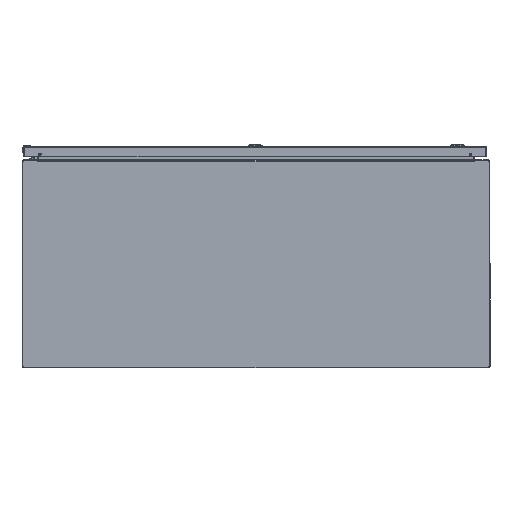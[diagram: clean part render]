
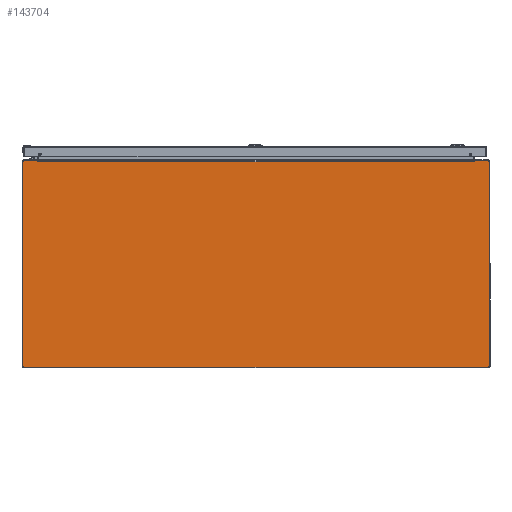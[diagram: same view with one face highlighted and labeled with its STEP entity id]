
A CAD part, front view. The second image highlights one B-rep face of the part: STEP entity #143704.
In plain terms, the highlighted planar face has unit normal (0, -1, 0).
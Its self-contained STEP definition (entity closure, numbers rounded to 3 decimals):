
#62 = LINE ( 'NONE', #121568, #80927 ) ;
#200 = ORIENTED_EDGE ( 'NONE', *, *, #106846, .F. ) ;
#1635 = VECTOR ( 'NONE', #29454, 39.37 ) ;
#2174 = VERTEX_POINT ( 'NONE', #158577 ) ;
#2616 = VERTEX_POINT ( 'NONE', #83417 ) ;
#4003 = EDGE_CURVE ( 'NONE', #2616, #107311, #72692, .T. ) ;
#4599 = ORIENTED_EDGE ( 'NONE', *, *, #21606, .F. ) ;
#6182 = CARTESIAN_POINT ( 'NONE',  ( 17.857, -21., 7.937 ) ) ;
#8730 = DIRECTION ( 'NONE',  ( 0., 1., 0. ) ) ;
#9152 = DIRECTION ( 'NONE',  ( 0., 0., -1. ) ) ;
#9883 = PLANE ( 'NONE',  #96348 ) ;
#11954 = VERTEX_POINT ( 'NONE', #157978 ) ;
#12907 = CARTESIAN_POINT ( 'NONE',  ( -16.806, -21., 7.883 ) ) ;
#15751 = DIRECTION ( 'NONE',  ( -0.174, 0., -0.985 ) ) ;
#18821 = ORIENTED_EDGE ( 'NONE', *, *, #159475, .F. ) ;
#21606 = EDGE_CURVE ( 'NONE', #62510, #176016, #65836, .T. ) ;
#23706 = CARTESIAN_POINT ( 'NONE',  ( -17.857, -21., -7.857 ) ) ;
#23784 = ORIENTED_EDGE ( 'NONE', *, *, #165424, .T. ) ;
#23957 = CARTESIAN_POINT ( 'NONE',  ( 0., -21., 7.937 ) ) ;
#24309 = ORIENTED_EDGE ( 'NONE', *, *, #171106, .T. ) ;
#26238 = ORIENTED_EDGE ( 'NONE', *, *, #109762, .F. ) ;
#26809 = DIRECTION ( 'NONE',  ( 0., 0., -1. ) ) ;
#26899 = DIRECTION ( 'NONE',  ( 1., 0., 0. ) ) ;
#27157 = CARTESIAN_POINT ( 'NONE',  ( -17.937, -21., -7.857 ) ) ;
#29454 = DIRECTION ( 'NONE',  ( -1., 0., 0. ) ) ;
#31271 = CARTESIAN_POINT ( 'NONE',  ( -17.937, -21., 7.857 ) ) ;
#35286 = VECTOR ( 'NONE', #40796, 39.37 ) ;
#37099 = EDGE_CURVE ( 'NONE', #107311, #192759, #42778, .T. ) ;
#37454 = VERTEX_POINT ( 'NONE', #31271 ) ;
#37607 = EDGE_CURVE ( 'NONE', #2174, #99989, #116765, .T. ) ;
#40796 = DIRECTION ( 'NONE',  ( 0.174, 0., -0.985 ) ) ;
#41937 = CIRCLE ( 'NONE', #96098, 0.08 ) ;
#42778 = LINE ( 'NONE', #100570, #35286 ) ;
#47318 = LINE ( 'NONE', #108076, #1635 ) ;
#47936 = EDGE_CURVE ( 'NONE', #99989, #191470, #184961, .T. ) ;
#48422 = ORIENTED_EDGE ( 'NONE', *, *, #47936, .F. ) ;
#49249 = ORIENTED_EDGE ( 'NONE', *, *, #4003, .F. ) ;
#52995 = DIRECTION ( 'NONE',  ( 0., 1., 0. ) ) ;
#61815 = DIRECTION ( 'NONE',  ( -1., 0., 0. ) ) ;
#62510 = VERTEX_POINT ( 'NONE', #159058 ) ;
#65836 = LINE ( 'NONE', #126539, #148256 ) ;
#69474 = DIRECTION ( 'NONE',  ( 0., 0., -1. ) ) ;
#69851 = EDGE_CURVE ( 'NONE', #176016, #2174, #41937, .T. ) ;
#70205 = CARTESIAN_POINT ( 'NONE',  ( -17.857, -21., 7.857 ) ) ;
#70346 = DIRECTION ( 'NONE',  ( -1., 0., 0. ) ) ;
#72692 = LINE ( 'NONE', #23957, #122833 ) ;
#77734 = DIRECTION ( 'NONE',  ( 0., 0., 1. ) ) ;
#80208 = VERTEX_POINT ( 'NONE', #27157 ) ;
#80927 = VECTOR ( 'NONE', #61815, 39.37 ) ;
#83136 = AXIS2_PLACEMENT_3D ( 'NONE', #23706, #8730, #69474 ) ;
#83417 = CARTESIAN_POINT ( 'NONE',  ( -17.857, -21., 7.937 ) ) ;
#87112 = DIRECTION ( 'NONE',  ( 0., 1., 0. ) ) ;
#87854 = DIRECTION ( 'NONE',  ( 0., 0., -1. ) ) ;
#90070 = DIRECTION ( 'NONE',  ( 0., 1., 0. ) ) ;
#90692 = LINE ( 'NONE', #153390, #92908 ) ;
#92908 = VECTOR ( 'NONE', #77734, 39.37 ) ;
#96098 = AXIS2_PLACEMENT_3D ( 'NONE', #193373, #52995, #9152 ) ;
#96348 = AXIS2_PLACEMENT_3D ( 'NONE', #178151, #101485, #26809 ) ;
#99989 = VERTEX_POINT ( 'NONE', #157633 ) ;
#100570 = CARTESIAN_POINT ( 'NONE',  ( -16.818, -21., 7.91 ) ) ;
#100631 = VERTEX_POINT ( 'NONE', #109305 ) ;
#101485 = DIRECTION ( 'NONE',  ( 0., -1., 0. ) ) ;
#105126 = CARTESIAN_POINT ( 'NONE',  ( 16.806, -21., 7.883 ) ) ;
#106846 = EDGE_CURVE ( 'NONE', #100631, #80208, #172272, .T. ) ;
#107311 = VERTEX_POINT ( 'NONE', #150810 ) ;
#108076 = CARTESIAN_POINT ( 'NONE',  ( 0., -21., 7.883 ) ) ;
#108585 = VECTOR ( 'NONE', #87854, 39.37 ) ;
#109305 = CARTESIAN_POINT ( 'NONE',  ( -17.857, -21., -7.937 ) ) ;
#109762 = EDGE_CURVE ( 'NONE', #191470, #100631, #62, .T. ) ;
#110502 = ORIENTED_EDGE ( 'NONE', *, *, #37607, .F. ) ;
#110865 = EDGE_CURVE ( 'NONE', #192759, #11954, #149302, .T. ) ;
#115044 = DIRECTION ( 'NONE',  ( 0., 0., -1. ) ) ;
#116765 = LINE ( 'NONE', #161567, #108585 ) ;
#119227 = VECTOR ( 'NONE', #70346, 39.37 ) ;
#121380 = AXIS2_PLACEMENT_3D ( 'NONE', #195643, #90070, #150781 ) ;
#121568 = CARTESIAN_POINT ( 'NONE',  ( 0., -21., -7.937 ) ) ;
#122833 = VECTOR ( 'NONE', #26899, 39.37 ) ;
#123921 = VERTEX_POINT ( 'NONE', #170122 ) ;
#124446 = CIRCLE ( 'NONE', #165843, 0.08 ) ;
#125980 = VECTOR ( 'NONE', #132369, 39.37 ) ;
#126539 = CARTESIAN_POINT ( 'NONE',  ( 0., -21., 7.937 ) ) ;
#132369 = DIRECTION ( 'NONE',  ( 1., 0., 0. ) ) ;
#133226 = CARTESIAN_POINT ( 'NONE',  ( 17.857, -21., -7.937 ) ) ;
#136123 = ORIENTED_EDGE ( 'NONE', *, *, #160834, .F. ) ;
#137205 = LINE ( 'NONE', #138188, #183964 ) ;
#138188 = CARTESIAN_POINT ( 'NONE',  ( 16.818, -21., 7.91 ) ) ;
#143704 = ADVANCED_FACE ( 'NONE', ( #192141 ), #9883, .T. ) ;
#146937 = VERTEX_POINT ( 'NONE', #167379 ) ;
#148256 = VECTOR ( 'NONE', #175333, 39.37 ) ;
#149302 = LINE ( 'NONE', #12907, #125980 ) ;
#150781 = DIRECTION ( 'NONE',  ( 0., 0., -1. ) ) ;
#150810 = CARTESIAN_POINT ( 'NONE',  ( -16.823, -21., 7.937 ) ) ;
#151746 = ORIENTED_EDGE ( 'NONE', *, *, #37099, .F. ) ;
#153390 = CARTESIAN_POINT ( 'NONE',  ( -17.937, -21., 0. ) ) ;
#157633 = CARTESIAN_POINT ( 'NONE',  ( 17.937, -21., -7.857 ) ) ;
#157978 = CARTESIAN_POINT ( 'NONE',  ( -16.798, -21., 7.883 ) ) ;
#158577 = CARTESIAN_POINT ( 'NONE',  ( 17.937, -21., 7.857 ) ) ;
#159058 = CARTESIAN_POINT ( 'NONE',  ( 16.823, -21., 7.937 ) ) ;
#159475 = EDGE_CURVE ( 'NONE', #37454, #2616, #124446, .T. ) ;
#160834 = EDGE_CURVE ( 'NONE', #80208, #37454, #90692, .T. ) ;
#161567 = CARTESIAN_POINT ( 'NONE',  ( 17.937, -21., 0. ) ) ;
#162895 = EDGE_LOOP ( 'NONE', ( #49249, #18821, #136123, #200, #26238, #48422, #110502, #171405, #4599, #24309, #23784, #193072, #190883, #151746 ) ) ;
#165424 = EDGE_CURVE ( 'NONE', #146937, #123921, #194804, .T. ) ;
#165553 = EDGE_CURVE ( 'NONE', #123921, #11954, #47318, .T. ) ;
#165843 = AXIS2_PLACEMENT_3D ( 'NONE', #70205, #87112, #115044 ) ;
#167379 = CARTESIAN_POINT ( 'NONE',  ( 16.814, -21., 7.883 ) ) ;
#170122 = CARTESIAN_POINT ( 'NONE',  ( 16.798, -21., 7.883 ) ) ;
#171106 = EDGE_CURVE ( 'NONE', #62510, #146937, #137205, .T. ) ;
#171405 = ORIENTED_EDGE ( 'NONE', *, *, #69851, .F. ) ;
#172272 = CIRCLE ( 'NONE', #83136, 0.08 ) ;
#175333 = DIRECTION ( 'NONE',  ( 1., 0., 0. ) ) ;
#176016 = VERTEX_POINT ( 'NONE', #6182 ) ;
#178151 = CARTESIAN_POINT ( 'NONE',  ( 0., -21., 0. ) ) ;
#183964 = VECTOR ( 'NONE', #15751, 39.37 ) ;
#184961 = CIRCLE ( 'NONE', #121380, 0.08 ) ;
#190883 = ORIENTED_EDGE ( 'NONE', *, *, #110865, .F. ) ;
#191470 = VERTEX_POINT ( 'NONE', #133226 ) ;
#191830 = CARTESIAN_POINT ( 'NONE',  ( -16.814, -21., 7.883 ) ) ;
#192141 = FACE_OUTER_BOUND ( 'NONE', #162895, .T. ) ;
#192759 = VERTEX_POINT ( 'NONE', #191830 ) ;
#193072 = ORIENTED_EDGE ( 'NONE', *, *, #165553, .T. ) ;
#193373 = CARTESIAN_POINT ( 'NONE',  ( 17.857, -21., 7.857 ) ) ;
#194804 = LINE ( 'NONE', #105126, #119227 ) ;
#195643 = CARTESIAN_POINT ( 'NONE',  ( 17.857, -21., -7.857 ) ) ;
